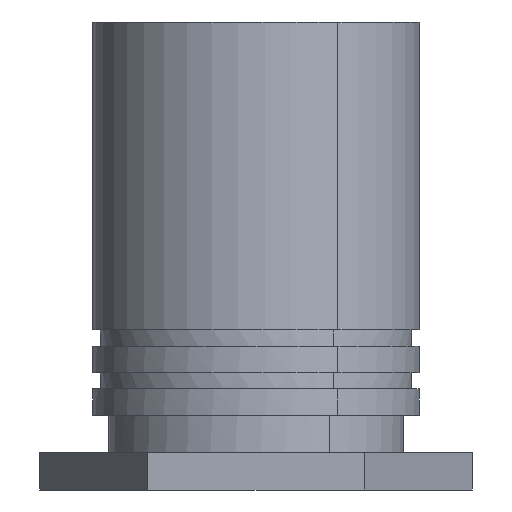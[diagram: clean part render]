
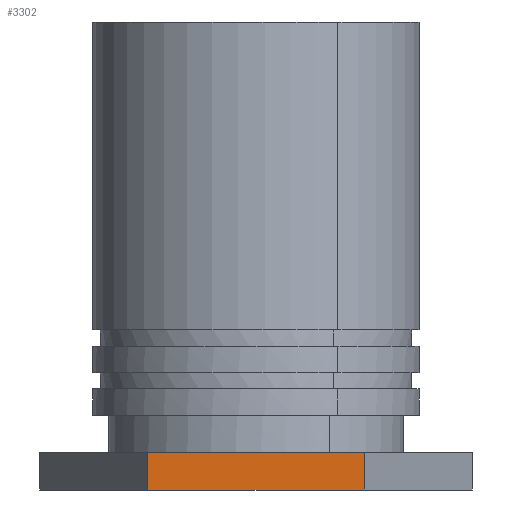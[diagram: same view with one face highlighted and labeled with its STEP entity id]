
A CAD part, front view. The second image highlights one B-rep face of the part: STEP entity #3302.
In plain terms, the highlighted planar face has unit normal (0, -1, 0).
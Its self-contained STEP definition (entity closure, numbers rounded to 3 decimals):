
#2960 = VERTEX_POINT('',#2961);
#2961 = CARTESIAN_POINT('',(348.614,118.3,17.48));
#2969 = PLANE('',#2970);
#2970 = AXIS2_PLACEMENT_3D('',#2971,#2972,#2973);
#2971 = CARTESIAN_POINT('',(354.321,119.216,17.48));
#2972 = DIRECTION('',(0.,0.,1.));
#2973 = DIRECTION('',(0.5,-0.866,0.));
#2980 = PLANE('',#2981);
#2981 = AXIS2_PLACEMENT_3D('',#2982,#2983,#2984);
#2982 = CARTESIAN_POINT('',(348.813,117.956,16.232));
#2983 = DIRECTION('',(-0.866,-0.5,0.));
#2984 = DIRECTION('',(-0.5,0.866,0.));
#2991 = EDGE_CURVE('',#2992,#2960,#2994,.T.);
#2992 = VERTEX_POINT('',#2993);
#2993 = CARTESIAN_POINT('',(351.386,118.3,17.48));
#2994 = SURFACE_CURVE('',#2995,(#2998,#3004),.PCURVE_S1.);
#2995 = B_SPLINE_CURVE_WITH_KNOTS('',1,(#2996,#2997),.UNSPECIFIED.,.F.,
  .F.,(2,2),(0.,2.771),.PIECEWISE_BEZIER_KNOTS.);
#2996 = CARTESIAN_POINT('',(351.386,118.3,17.48));
#2997 = CARTESIAN_POINT('',(348.614,118.3,17.48));
#2998 = PCURVE('',#2969,#2999);
#2999 = DEFINITIONAL_REPRESENTATION('',(#3000),#3003);
#3000 = B_SPLINE_CURVE_WITH_KNOTS('',1,(#3001,#3002),.UNSPECIFIED.,.F.,
  .F.,(2,2),(0.,2.771),.PIECEWISE_BEZIER_KNOTS.);
#3001 = CARTESIAN_POINT('',(-0.674,-3.));
#3002 = CARTESIAN_POINT('',(-2.06,-5.4));
#3003 = ( GEOMETRIC_REPRESENTATION_CONTEXT(2) 
PARAMETRIC_REPRESENTATION_CONTEXT() REPRESENTATION_CONTEXT('2D SPACE',''
  ) );
#3004 = PCURVE('',#3005,#3010);
#3005 = PLANE('',#3006);
#3006 = AXIS2_PLACEMENT_3D('',#3007,#3008,#3009);
#3007 = CARTESIAN_POINT('',(351.827,118.3,16.232));
#3008 = DIRECTION('',(0.,-1.,0.));
#3009 = DIRECTION('',(1.,0.,0.));
#3010 = DEFINITIONAL_REPRESENTATION('',(#3011),#3014);
#3011 = B_SPLINE_CURVE_WITH_KNOTS('',1,(#3012,#3013),.UNSPECIFIED.,.F.,
  .F.,(2,2),(0.,2.771),.PIECEWISE_BEZIER_KNOTS.);
#3012 = CARTESIAN_POINT('',(-0.441,1.248));
#3013 = CARTESIAN_POINT('',(-3.212,1.248));
#3014 = ( GEOMETRIC_REPRESENTATION_CONTEXT(2) 
PARAMETRIC_REPRESENTATION_CONTEXT() REPRESENTATION_CONTEXT('2D SPACE',''
  ) );
#3030 = PLANE('',#3031);
#3031 = AXIS2_PLACEMENT_3D('',#3032,#3033,#3034);
#3032 = CARTESIAN_POINT('',(351.165,117.918,18.248));
#3033 = DIRECTION('',(0.866,-0.5,0.));
#3034 = DIRECTION('',(0.5,0.866,0.));
#3242 = VERTEX_POINT('',#3243);
#3243 = CARTESIAN_POINT('',(348.614,118.3,17.));
#3255 = PLANE('',#3256);
#3256 = AXIS2_PLACEMENT_3D('',#3257,#3258,#3259);
#3257 = CARTESIAN_POINT('',(354.321,119.216,17.));
#3258 = DIRECTION('',(0.,0.,-1.));
#3259 = DIRECTION('',(-0.5,0.866,0.));
#3266 = EDGE_CURVE('',#3242,#2960,#3267,.T.);
#3267 = SURFACE_CURVE('',#3268,(#3271,#3277),.PCURVE_S1.);
#3268 = B_SPLINE_CURVE_WITH_KNOTS('',1,(#3269,#3270),.UNSPECIFIED.,.F.,
  .F.,(2,2),(-0.48,0.),.PIECEWISE_BEZIER_KNOTS.);
#3269 = CARTESIAN_POINT('',(348.614,118.3,17.));
#3270 = CARTESIAN_POINT('',(348.614,118.3,17.48));
#3271 = PCURVE('',#2980,#3272);
#3272 = DEFINITIONAL_REPRESENTATION('',(#3273),#3276);
#3273 = B_SPLINE_CURVE_WITH_KNOTS('',1,(#3274,#3275),.UNSPECIFIED.,.F.,
  .F.,(2,2),(-0.48,0.),.PIECEWISE_BEZIER_KNOTS.);
#3274 = CARTESIAN_POINT('',(0.397,-0.768));
#3275 = CARTESIAN_POINT('',(0.397,-1.248));
#3276 = ( GEOMETRIC_REPRESENTATION_CONTEXT(2) 
PARAMETRIC_REPRESENTATION_CONTEXT() REPRESENTATION_CONTEXT('2D SPACE',''
  ) );
#3277 = PCURVE('',#3005,#3278);
#3278 = DEFINITIONAL_REPRESENTATION('',(#3279),#3282);
#3279 = B_SPLINE_CURVE_WITH_KNOTS('',1,(#3280,#3281),.UNSPECIFIED.,.F.,
  .F.,(2,2),(-0.48,0.),.PIECEWISE_BEZIER_KNOTS.);
#3280 = CARTESIAN_POINT('',(-3.212,0.768));
#3281 = CARTESIAN_POINT('',(-3.212,1.248));
#3282 = ( GEOMETRIC_REPRESENTATION_CONTEXT(2) 
PARAMETRIC_REPRESENTATION_CONTEXT() REPRESENTATION_CONTEXT('2D SPACE',''
  ) );
#3302 = ADVANCED_FACE('',(#3303),#3005,.T.);
#3303 = FACE_BOUND('',#3304,.T.);
#3304 = EDGE_LOOP('',(#3305,#3325,#3343,#3344));
#3305 = ORIENTED_EDGE('',*,*,#3306,.T.);
#3306 = EDGE_CURVE('',#3242,#3307,#3309,.T.);
#3307 = VERTEX_POINT('',#3308);
#3308 = CARTESIAN_POINT('',(351.386,118.3,17.));
#3309 = SURFACE_CURVE('',#3310,(#3313,#3319),.PCURVE_S1.);
#3310 = B_SPLINE_CURVE_WITH_KNOTS('',1,(#3311,#3312),.UNSPECIFIED.,.F.,
  .F.,(2,2),(0.,2.771),.PIECEWISE_BEZIER_KNOTS.);
#3311 = CARTESIAN_POINT('',(348.614,118.3,17.));
#3312 = CARTESIAN_POINT('',(351.386,118.3,17.));
#3313 = PCURVE('',#3005,#3314);
#3314 = DEFINITIONAL_REPRESENTATION('',(#3315),#3318);
#3315 = B_SPLINE_CURVE_WITH_KNOTS('',1,(#3316,#3317),.UNSPECIFIED.,.F.,
  .F.,(2,2),(0.,2.771),.PIECEWISE_BEZIER_KNOTS.);
#3316 = CARTESIAN_POINT('',(-3.212,0.768));
#3317 = CARTESIAN_POINT('',(-0.441,0.768));
#3318 = ( GEOMETRIC_REPRESENTATION_CONTEXT(2) 
PARAMETRIC_REPRESENTATION_CONTEXT() REPRESENTATION_CONTEXT('2D SPACE',''
  ) );
#3319 = PCURVE('',#3255,#3320);
#3320 = DEFINITIONAL_REPRESENTATION('',(#3321),#3324);
#3321 = B_SPLINE_CURVE_WITH_KNOTS('',1,(#3322,#3323),.UNSPECIFIED.,.F.,
  .F.,(2,2),(0.,2.771),.PIECEWISE_BEZIER_KNOTS.);
#3322 = CARTESIAN_POINT('',(2.06,-5.4));
#3323 = CARTESIAN_POINT('',(0.674,-3.));
#3324 = ( GEOMETRIC_REPRESENTATION_CONTEXT(2) 
PARAMETRIC_REPRESENTATION_CONTEXT() REPRESENTATION_CONTEXT('2D SPACE',''
  ) );
#3325 = ORIENTED_EDGE('',*,*,#3326,.T.);
#3326 = EDGE_CURVE('',#3307,#2992,#3327,.T.);
#3327 = SURFACE_CURVE('',#3328,(#3331,#3337),.PCURVE_S1.);
#3328 = B_SPLINE_CURVE_WITH_KNOTS('',1,(#3329,#3330),.UNSPECIFIED.,.F.,
  .F.,(2,2),(-0.48,0.),.PIECEWISE_BEZIER_KNOTS.);
#3329 = CARTESIAN_POINT('',(351.386,118.3,17.));
#3330 = CARTESIAN_POINT('',(351.386,118.3,17.48));
#3331 = PCURVE('',#3005,#3332);
#3332 = DEFINITIONAL_REPRESENTATION('',(#3333),#3336);
#3333 = B_SPLINE_CURVE_WITH_KNOTS('',1,(#3334,#3335),.UNSPECIFIED.,.F.,
  .F.,(2,2),(-0.48,0.),.PIECEWISE_BEZIER_KNOTS.);
#3334 = CARTESIAN_POINT('',(-0.441,0.768));
#3335 = CARTESIAN_POINT('',(-0.441,1.248));
#3336 = ( GEOMETRIC_REPRESENTATION_CONTEXT(2) 
PARAMETRIC_REPRESENTATION_CONTEXT() REPRESENTATION_CONTEXT('2D SPACE',''
  ) );
#3337 = PCURVE('',#3030,#3338);
#3338 = DEFINITIONAL_REPRESENTATION('',(#3339),#3342);
#3339 = B_SPLINE_CURVE_WITH_KNOTS('',1,(#3340,#3341),.UNSPECIFIED.,.F.,
  .F.,(2,2),(-0.48,0.),.PIECEWISE_BEZIER_KNOTS.);
#3340 = CARTESIAN_POINT('',(0.441,-1.248));
#3341 = CARTESIAN_POINT('',(0.441,-0.768));
#3342 = ( GEOMETRIC_REPRESENTATION_CONTEXT(2) 
PARAMETRIC_REPRESENTATION_CONTEXT() REPRESENTATION_CONTEXT('2D SPACE',''
  ) );
#3343 = ORIENTED_EDGE('',*,*,#2991,.T.);
#3344 = ORIENTED_EDGE('',*,*,#3266,.F.);
